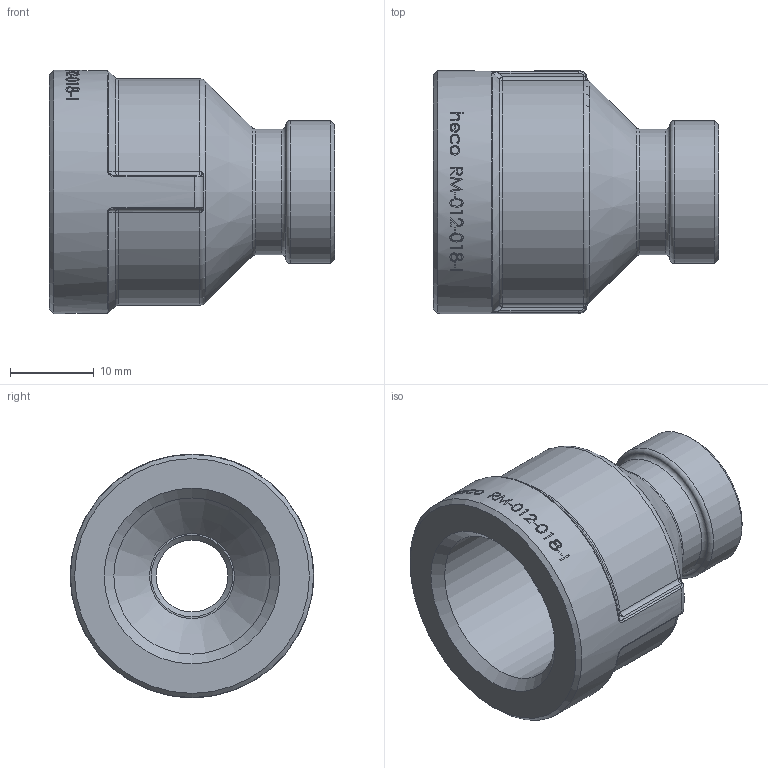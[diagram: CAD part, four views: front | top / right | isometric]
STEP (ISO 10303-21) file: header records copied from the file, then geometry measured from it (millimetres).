
FILE_DESCRIPTION (( 'STEP AP214' ), '1' );
FILE_NAME ('heco_RM-012-018-I Reduziermuffe 2305.STEP', '2023-05-09T09:43:01', ( '' ), ( '' ), 'SwSTEP 2.0', 'SolidWorks 2019', '' );
FILE_SCHEMA (( 'AUTOMOTIVE_DESIGN' ));
Length unit declared in the file: millimetre
Products named in the file (1): heco_RM-012-018-I Reduziermuffe 2305
Bounding box: 34 x 29 x 29 mm (x, y, z)
Volume: 8103.2 mm3; surface area: 5130.6 mm2
Topology: 1 solids, 1 shells, 259 faces, 649 edges, 417 vertices
Faces by surface type: bspline 113, plane 79, cylinder 39, torus 14, cone 10, sphere 4
Full cylindrical faces by diameter (mm): 8.566 x1, 15 x1, 17 x1, 18.631 x1, 23 x1, 29 x1
Entity records: 13951 total; most frequent: CARTESIAN_POINT 6795, ORIENTED_EDGE 1244, DIRECTION 778, EDGE_CURVE 622, VERTEX_POINT 410, EDGE_LOOP 304, AXIS2_PLACEMENT_3D 284, B_SPLINE_CURVE_WITH_KNOTS 274
